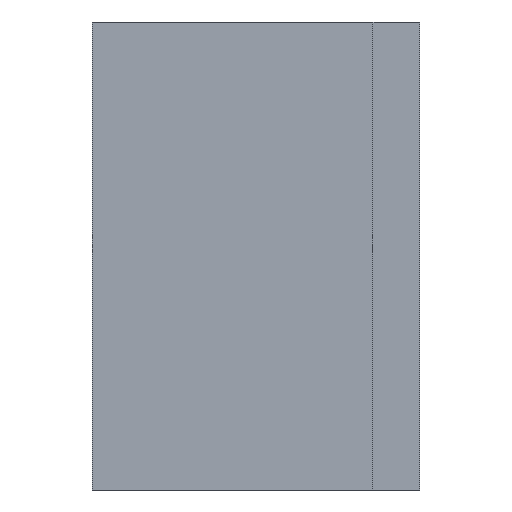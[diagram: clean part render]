
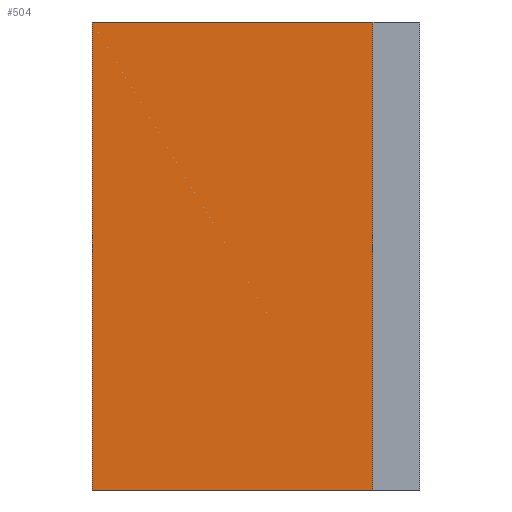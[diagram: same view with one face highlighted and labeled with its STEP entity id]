
A CAD part, front view. The second image highlights one B-rep face of the part: STEP entity #504.
In plain terms, the highlighted planar face has unit normal (0, -1, 0).
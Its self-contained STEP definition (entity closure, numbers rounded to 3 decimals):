
#1=DIRECTION('',(0.,0.,-1.));
#2=VECTOR('',#1,50.);
#3=CARTESIAN_POINT('',(30.,0.,0.));
#4=LINE('',#3,#2);
#5=DIRECTION('',(-1.,0.,0.));
#6=VECTOR('',#5,30.);
#7=CARTESIAN_POINT('',(30.,0.,-50.));
#8=LINE('',#7,#6);
#9=DIRECTION('',(0.,0.,1.));
#10=VECTOR('',#9,50.);
#11=CARTESIAN_POINT('',(0.,0.,-50.));
#12=LINE('',#11,#10);
#13=DIRECTION('',(1.,0.,0.));
#14=VECTOR('',#13,30.);
#15=CARTESIAN_POINT('',(0.,0.,0.));
#16=LINE('',#15,#14);
#369=CARTESIAN_POINT('',(0.,0.,-50.));
#370=CARTESIAN_POINT('',(0.,0.,0.));
#371=VERTEX_POINT('',#369);
#372=VERTEX_POINT('',#370);
#421=CARTESIAN_POINT('',(30.,0.,0.));
#422=CARTESIAN_POINT('',(30.,0.,-50.));
#423=VERTEX_POINT('',#421);
#424=VERTEX_POINT('',#422);
#489=CARTESIAN_POINT('',(0.,0.,0.));
#490=DIRECTION('',(0.,1.,0.));
#491=DIRECTION('',(1.,0.,0.));
#492=AXIS2_PLACEMENT_3D('',#489,#490,#491);
#493=PLANE('',#492);
#495=ORIENTED_EDGE('',*,*,#494,.T.);
#497=ORIENTED_EDGE('',*,*,#496,.T.);
#499=ORIENTED_EDGE('',*,*,#498,.T.);
#501=ORIENTED_EDGE('',*,*,#500,.T.);
#502=EDGE_LOOP('',(#495,#497,#499,#501));
#503=FACE_OUTER_BOUND('',#502,.F.);
#504=ADVANCED_FACE('',(#503),#493,.F.);
#494=EDGE_CURVE('',#423,#424,#4,.T.);
#496=EDGE_CURVE('',#424,#371,#8,.T.);
#498=EDGE_CURVE('',#371,#372,#12,.T.);
#500=EDGE_CURVE('',#372,#423,#16,.T.);
